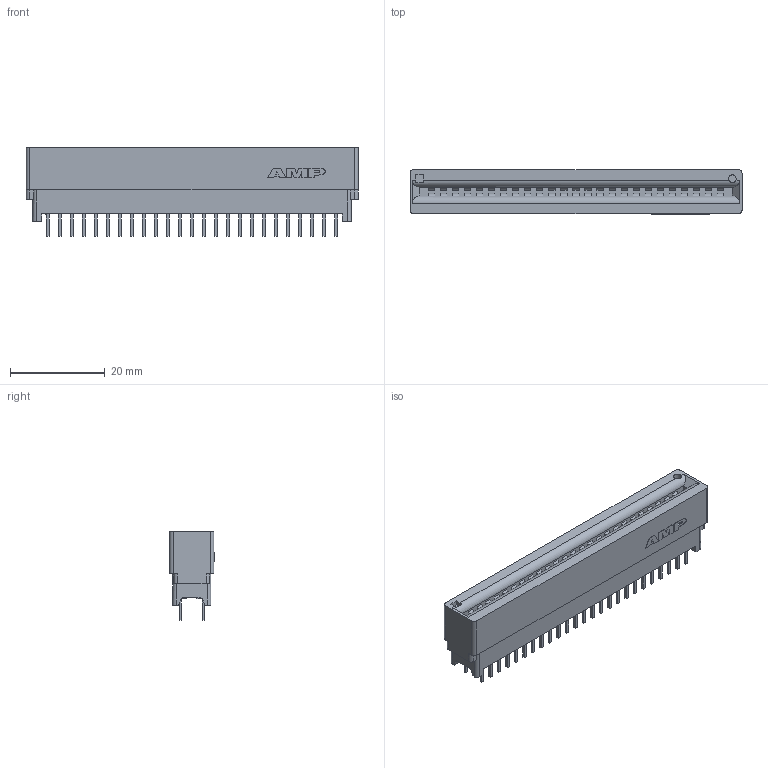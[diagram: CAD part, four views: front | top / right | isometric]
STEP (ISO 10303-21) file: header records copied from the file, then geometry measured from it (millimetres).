
FILE_DESCRIPTION((''),'2;1');
FILE_NAME('C-5530843-5','2009-11-02T',('workeradm'),(''),'PRO/ENGINEER BY PARAMETRIC TECHNOLOGY CORPORATION, 2008380','PRO/ENGINEER BY PARAMETRIC TECHNOLOGY CORPORATION, 2008380','');
FILE_SCHEMA(('AUTOMOTIVE_DESIGN { 1 0 10303 214 1 1 1 1 }'));
Length unit declared in the file: millimetre
Products named in the file (1): C-5530843-5
Bounding box: 70.1 x 9.47 x 18.67 mm (x, y, z)
Volume: 7768.9 mm3; surface area: 5312.2 mm2
Topology: 1 solids, 1 shells, 590 faces, 1586 edges, 1056 vertices
Faces by surface type: plane 467, cylinder 121, extrusion 2
Entity records: 18599 total; most frequent: CARTESIAN_POINT 3307, ORIENTED_EDGE 3172, DIRECTION 3000, EDGE_CURVE 1586, VECTOR 1334, LINE 1332, VERTEX_POINT 1056, AXIS2_PLACEMENT_3D 833
